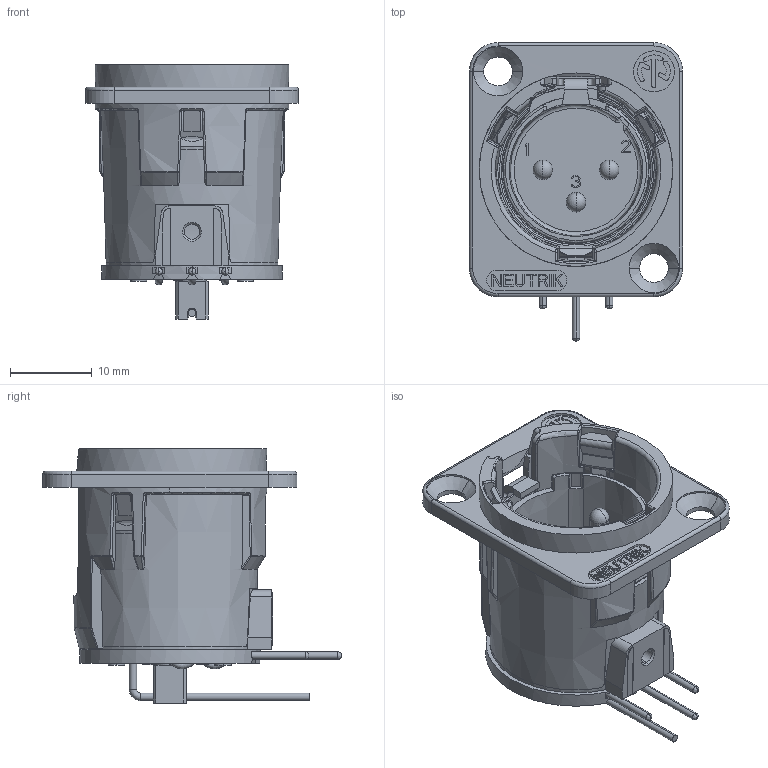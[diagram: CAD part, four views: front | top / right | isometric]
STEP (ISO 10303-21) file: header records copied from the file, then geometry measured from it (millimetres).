
FILE_DESCRIPTION((''),'2;1');
FILE_NAME('30011856','2024-10-03T10:31:21',('thomas.schmiedl'),(''),'CREO PARAMETRIC BY PTC INC, 2023424','CREO PARAMETRIC BY PTC INC, 2023424','');
FILE_SCHEMA(('AUTOMOTIVE_DESIGN { 1 0 10303 214 1 1 1 1 }'));
Products named in the file (1): 30011856
Bounding box: 26 x 36.4 x 31 mm (x, y, z)
Volume: 6266.1 mm3; surface area: 7103.6 mm2
Topology: 1 solids, 2 shells, 1440 faces, 3836 edges, 2433 vertices
Faces by surface type: plane 982, cylinder 245, bspline 98, torus 49, sphere 38, cone 28
Entity records: 55247 total; most frequent: CARTESIAN_POINT 13413, ORIENTED_EDGE 7660, DIRECTION 6724, EDGE_CURVE 3830, VECTOR 2664, LINE 2664, VERTEX_POINT 2433, AXIS2_PLACEMENT_3D 2030
